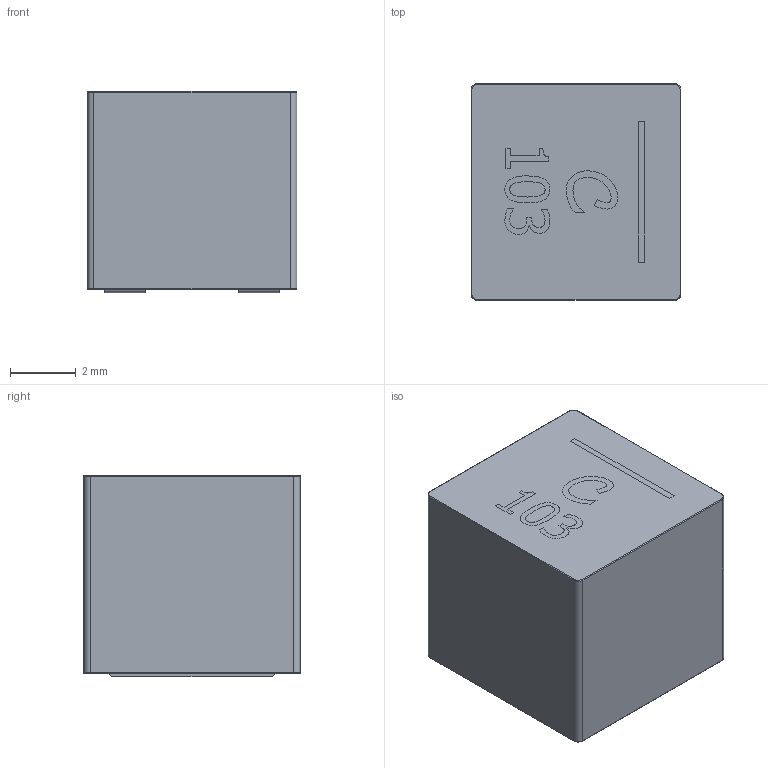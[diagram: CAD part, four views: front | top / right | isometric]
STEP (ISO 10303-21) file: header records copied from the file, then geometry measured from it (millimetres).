
FILE_DESCRIPTION (( 'STEP AP214' ), '1' );
FILE_NAME ('XAL6060-103MEC.STEP', '2024-06-04T16:53:31', ( '' ), ( '' ), 'SwSTEP 2.0', 'SolidWorks 2018', '' );
FILE_SCHEMA (( 'AUTOMOTIVE_DESIGN' ));
Length unit declared in the file: millimetre
Products named in the file (1): XAL6060-103MEC
Bounding box: 6.36 x 6.56 x 6.1 mm (x, y, z)
Volume: 251.4 mm3; surface area: 238.2 mm2
Topology: 1 solids, 1 shells, 42 faces, 139 edges, 107 vertices
Faces by surface type: plane 18, cylinder 16, torus 8
Entity records: 2403 total; most frequent: CARTESIAN_POINT 677, ORIENTED_EDGE 278, DIRECTION 231, EDGE_CURVE 139, VERTEX_POINT 107, AXIS2_PLACEMENT_3D 83, VECTOR 65, LINE 65
